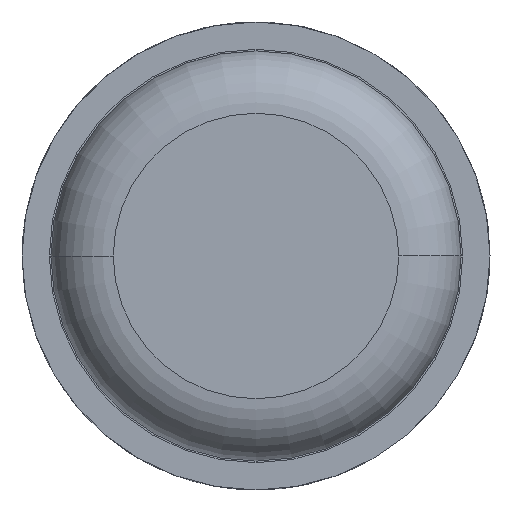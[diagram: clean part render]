
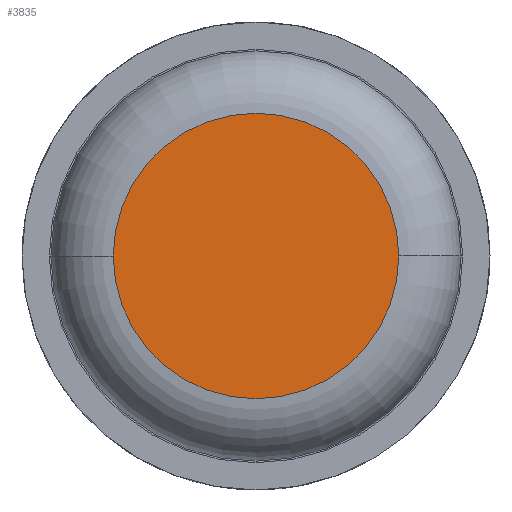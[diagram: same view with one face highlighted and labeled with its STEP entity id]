
A CAD part, front view. The second image highlights one B-rep face of the part: STEP entity #3835.
In plain terms, the highlighted planar face has unit normal (0, -1, 0).
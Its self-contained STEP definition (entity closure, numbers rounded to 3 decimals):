
#91 = DIRECTION ( 'NONE',  ( 0., 1., 0. ) ) ;
#368 = CIRCLE ( 'NONE', #2509, 0.915 ) ;
#411 = DIRECTION ( 'NONE',  ( -1., 0., 0. ) ) ;
#485 = VERTEX_POINT ( 'NONE', #3464 ) ;
#508 = DIRECTION ( 'NONE',  ( 0., -1., 0. ) ) ;
#623 = EDGE_CURVE ( 'Defeature ausgef�hrt1_6+Defeature ausgef�hrt1_7+Defeature ausgef�hrt1_7+Defeature ausgef�hrt1_7', #485, #2207, #1045, .T. ) ;
#1045 = CIRCLE ( 'NONE', #3429, 0.915 ) ;
#1554 = DIRECTION ( 'NONE',  ( -1., 0., 0. ) ) ;
#1713 = CARTESIAN_POINT ( 'NONE',  ( 0., 0., 0. ) ) ;
#2187 = CARTESIAN_POINT ( 'NONE',  ( 0., 0., 0. ) ) ;
#2207 = VERTEX_POINT ( 'NONE', #2807 ) ;
#2363 = AXIS2_PLACEMENT_3D ( 'NONE', #2542, #91, #411 ) ;
#2379 = DIRECTION ( 'NONE',  ( -1., 0., 0. ) ) ;
#2509 = AXIS2_PLACEMENT_3D ( 'NONE', #1713, #508, #2379 ) ;
#2542 = CARTESIAN_POINT ( 'NONE',  ( 0., 0., 0. ) ) ;
#2807 = CARTESIAN_POINT ( 'NONE',  ( -0.915, 0., 0. ) ) ;
#2828 = ORIENTED_EDGE ( 'NONE', *, *, #623, .T. ) ;
#2973 = ORIENTED_EDGE ( 'NONE', *, *, #3069, .T. ) ;
#3045 = EDGE_LOOP ( 'NONE', ( #2973, #2828 ) ) ;
#3069 = EDGE_CURVE ( 'Defeature ausgef�hrt1_6+Defeature ausgef�hrt1_7+Defeature ausgef�hrt1_7+Defeature ausgef�hrt1_7', #2207, #485, #368, .T. ) ;
#3101 = DIRECTION ( 'NONE',  ( 0., -1., 0. ) ) ;
#3429 = AXIS2_PLACEMENT_3D ( 'NONE', #2187, #3101, #1554 ) ;
#3449 = PLANE ( 'NONE',  #2363 ) ;
#3464 = CARTESIAN_POINT ( 'NONE',  ( 0.915, 0., 0. ) ) ;
#3835 = ADVANCED_FACE ( 'Defeature ausgef�hrt1_6', ( #3929 ), #3449, .F. ) ;
#3929 = FACE_OUTER_BOUND ( 'NONE', #3045, .T. ) ;
